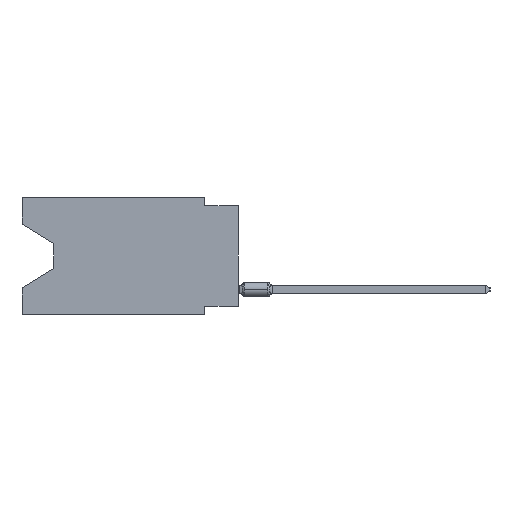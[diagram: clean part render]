
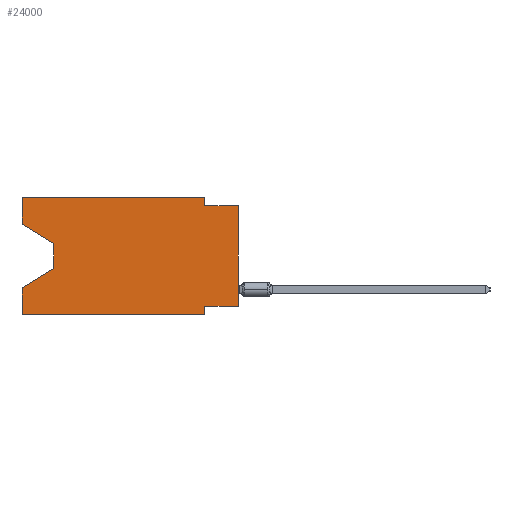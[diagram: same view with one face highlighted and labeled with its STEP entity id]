
A CAD part, left-side view. The second image highlights one B-rep face of the part: STEP entity #24000.
In plain terms, the highlighted planar face has unit normal (-1, 0, 0).
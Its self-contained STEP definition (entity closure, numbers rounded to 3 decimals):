
#2821 = CARTESIAN_POINT ( 'NONE',  ( 0., 2.54, -8.89 ) ) ;
#2825 = VERTEX_POINT ( 'NONE', #55545 ) ;
#4004 = ORIENTED_EDGE ( 'NONE', *, *, #39406, .F. ) ;
#6033 = VERTEX_POINT ( 'NONE', #13360 ) ;
#8525 = LINE ( 'NONE', #39291, #19723 ) ;
#10570 = CARTESIAN_POINT ( 'NONE',  ( 0., 16.383, 0. ) ) ;
#11734 = CARTESIAN_POINT ( 'NONE',  ( 0., 2.54, -8.255 ) ) ;
#13360 = CARTESIAN_POINT ( 'NONE',  ( 0., 16.383, -8.89 ) ) ;
#13866 = DIRECTION ( 'NONE',  ( 0., 0., -1. ) ) ;
#14830 = LINE ( 'NONE', #83885, #73649 ) ;
#16912 = EDGE_CURVE ( 'NONE', #54374, #2825, #14830, .T. ) ;
#17275 = CARTESIAN_POINT ( 'NONE',  ( 0., 16.383, 0. ) ) ;
#18083 = LINE ( 'NONE', #33725, #87655 ) ;
#19723 = VECTOR ( 'NONE', #69565, 1000. ) ;
#22399 = EDGE_CURVE ( 'NONE', #57222, #77621, #40052, .T. ) ;
#24000 = ADVANCED_FACE ( 'NONE', ( #86324 ), #55596, .F. ) ;
#24184 = VECTOR ( 'NONE', #42720, 1000. ) ;
#24344 = DIRECTION ( 'NONE',  ( 1., 0., 0. ) ) ;
#24754 = EDGE_CURVE ( 'NONE', #6033, #65037, #61704, .T. ) ;
#28448 = ORIENTED_EDGE ( 'NONE', *, *, #60971, .T. ) ;
#28458 = VERTEX_POINT ( 'NONE', #11734 ) ;
#32603 = CARTESIAN_POINT ( 'NONE',  ( 0., 2.54, 0. ) ) ;
#33213 = VECTOR ( 'NONE', #68244, 1000. ) ;
#33725 = CARTESIAN_POINT ( 'NONE',  ( 0., 0., -8.255 ) ) ;
#33888 = EDGE_CURVE ( 'NONE', #71705, #28458, #18083, .T. ) ;
#34472 = VECTOR ( 'NONE', #13866, 1000. ) ;
#35557 = CARTESIAN_POINT ( 'NONE',  ( 0., 13.97, -3.505 ) ) ;
#35816 = VECTOR ( 'NONE', #84922, 1000. ) ;
#36033 = LINE ( 'NONE', #58258, #71272 ) ;
#36055 = DIRECTION ( 'NONE',  ( 0., 1., 0. ) ) ;
#38232 = CARTESIAN_POINT ( 'NONE',  ( 0., 16.383, -2.038 ) ) ;
#38329 = VERTEX_POINT ( 'NONE', #59623 ) ;
#39291 = CARTESIAN_POINT ( 'NONE',  ( 0., 0., 0. ) ) ;
#39406 = EDGE_CURVE ( 'NONE', #77621, #54374, #79456, .T. ) ;
#40052 = LINE ( 'NONE', #54204, #35816 ) ;
#40142 = LINE ( 'NONE', #2821, #41008 ) ;
#40724 = VERTEX_POINT ( 'NONE', #66078 ) ;
#40739 = LINE ( 'NONE', #73476, #24184 ) ;
#41008 = VECTOR ( 'NONE', #94057, 1000. ) ;
#41458 = AXIS2_PLACEMENT_3D ( 'NONE', #17275, #24344, #48530 ) ;
#41606 = CARTESIAN_POINT ( 'NONE',  ( 0., 16.383, -6.852 ) ) ;
#42720 = DIRECTION ( 'NONE',  ( 0., -1., 0. ) ) ;
#43637 = EDGE_LOOP ( 'NONE', ( #28448, #61272, #75992, #98328, #66818, #49031, #62985, #60546, #99298, #4004, #66614, #76251 ) ) ;
#44156 = EDGE_CURVE ( 'NONE', #6033, #38329, #40739, .T. ) ;
#48530 = DIRECTION ( 'NONE',  ( 0., 0., -1. ) ) ;
#49031 = ORIENTED_EDGE ( 'NONE', *, *, #80530, .F. ) ;
#50305 = CARTESIAN_POINT ( 'NONE',  ( 0., 2.54, -0.635 ) ) ;
#50924 = CARTESIAN_POINT ( 'NONE',  ( 0., 16.383, 0. ) ) ;
#54167 = DIRECTION ( 'NONE',  ( 0., 0., 1. ) ) ;
#54204 = CARTESIAN_POINT ( 'NONE',  ( 0., 16.383, 0. ) ) ;
#54374 = VERTEX_POINT ( 'NONE', #50305 ) ;
#55545 = CARTESIAN_POINT ( 'NONE',  ( 0., 0., -0.635 ) ) ;
#55596 = PLANE ( 'NONE',  #41458 ) ;
#56619 = CARTESIAN_POINT ( 'NONE',  ( 0., 2.54, 0. ) ) ;
#57222 = VERTEX_POINT ( 'NONE', #50924 ) ;
#58258 = CARTESIAN_POINT ( 'NONE',  ( 0., 13.97, -5.385 ) ) ;
#59623 = CARTESIAN_POINT ( 'NONE',  ( 0., 2.54, -8.89 ) ) ;
#59962 = LINE ( 'NONE', #38232, #59987 ) ;
#59987 = VECTOR ( 'NONE', #90682, 1000. ) ;
#60546 = ORIENTED_EDGE ( 'NONE', *, *, #71528, .T. ) ;
#60971 = EDGE_CURVE ( 'NONE', #99259, #78871, #59962, .T. ) ;
#61272 = ORIENTED_EDGE ( 'NONE', *, *, #90614, .T. ) ;
#61704 = LINE ( 'NONE', #92422, #70308 ) ;
#62985 = ORIENTED_EDGE ( 'NONE', *, *, #33888, .F. ) ;
#65037 = VERTEX_POINT ( 'NONE', #41606 ) ;
#66078 = CARTESIAN_POINT ( 'NONE',  ( 0., 13.97, -5.385 ) ) ;
#66614 = ORIENTED_EDGE ( 'NONE', *, *, #22399, .F. ) ;
#66818 = ORIENTED_EDGE ( 'NONE', *, *, #44156, .T. ) ;
#68244 = DIRECTION ( 'NONE',  ( 0., 0., 1. ) ) ;
#69565 = DIRECTION ( 'NONE',  ( 0., 0., 1. ) ) ;
#70308 = VECTOR ( 'NONE', #54167, 1000. ) ;
#71123 = LINE ( 'NONE', #10570, #33213 ) ;
#71272 = VECTOR ( 'NONE', #97013, 1000. ) ;
#71528 = EDGE_CURVE ( 'NONE', #71705, #2825, #8525, .T. ) ;
#71705 = VERTEX_POINT ( 'NONE', #73067 ) ;
#73067 = CARTESIAN_POINT ( 'NONE',  ( 0., 0., -8.255 ) ) ;
#73397 = CARTESIAN_POINT ( 'NONE',  ( 0., 13.97, -3.505 ) ) ;
#73476 = CARTESIAN_POINT ( 'NONE',  ( 0., 16.383, -8.89 ) ) ;
#73649 = VECTOR ( 'NONE', #93433, 1000. ) ;
#75992 = ORIENTED_EDGE ( 'NONE', *, *, #76761, .T. ) ;
#76251 = ORIENTED_EDGE ( 'NONE', *, *, #99421, .F. ) ;
#76761 = EDGE_CURVE ( 'NONE', #40724, #65037, #36033, .T. ) ;
#77621 = VERTEX_POINT ( 'NONE', #56619 ) ;
#78871 = VERTEX_POINT ( 'NONE', #35557 ) ;
#79456 = LINE ( 'NONE', #32603, #91241 ) ;
#80530 = EDGE_CURVE ( 'NONE', #28458, #38329, #40142, .T. ) ;
#82924 = LINE ( 'NONE', #73397, #34472 ) ;
#83885 = CARTESIAN_POINT ( 'NONE',  ( 0., 0., -0.635 ) ) ;
#84922 = DIRECTION ( 'NONE',  ( 0., -1., 0. ) ) ;
#86324 = FACE_OUTER_BOUND ( 'NONE', #43637, .T. ) ;
#87655 = VECTOR ( 'NONE', #36055, 1000. ) ;
#90614 = EDGE_CURVE ( 'NONE', #78871, #40724, #82924, .T. ) ;
#90682 = DIRECTION ( 'NONE',  ( 0., -0.855, -0.519 ) ) ;
#91241 = VECTOR ( 'NONE', #94562, 1000. ) ;
#92422 = CARTESIAN_POINT ( 'NONE',  ( 0., 16.383, 0. ) ) ;
#93433 = DIRECTION ( 'NONE',  ( 0., -1., 0. ) ) ;
#94057 = DIRECTION ( 'NONE',  ( 0., 0., -1. ) ) ;
#94562 = DIRECTION ( 'NONE',  ( 0., 0., -1. ) ) ;
#96492 = CARTESIAN_POINT ( 'NONE',  ( 0., 16.383, -2.038 ) ) ;
#97013 = DIRECTION ( 'NONE',  ( 0., 0.855, -0.519 ) ) ;
#98328 = ORIENTED_EDGE ( 'NONE', *, *, #24754, .F. ) ;
#99259 = VERTEX_POINT ( 'NONE', #96492 ) ;
#99298 = ORIENTED_EDGE ( 'NONE', *, *, #16912, .F. ) ;
#99421 = EDGE_CURVE ( 'NONE', #99259, #57222, #71123, .T. ) ;
